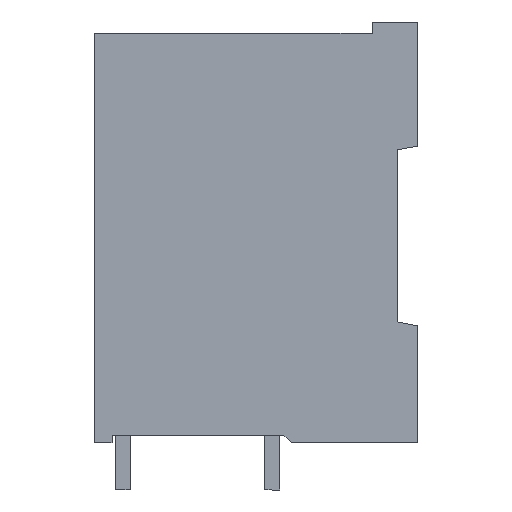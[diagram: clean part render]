
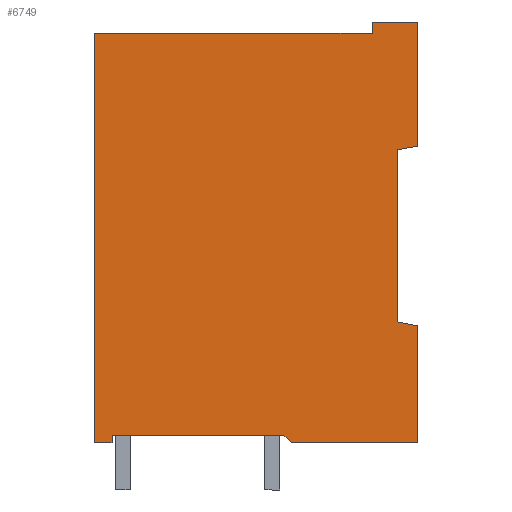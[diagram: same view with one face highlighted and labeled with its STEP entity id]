
A CAD part, left-side view. The second image highlights one B-rep face of the part: STEP entity #6749.
In plain terms, the highlighted planar face has unit normal (-1, 0, 0).
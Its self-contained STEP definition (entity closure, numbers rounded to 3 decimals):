
#6669=AXIS2_PLACEMENT_3D('Plane Axis2P3D',#6666,#6667,#6668) ;
#3065=CARTESIAN_POINT('Line Origine',(0.,0.7,23.277)) ;
#3069=CARTESIAN_POINT('Vertex',(0.,1.4,23.153)) ;
#3071=CARTESIAN_POINT('Vertex',(0.,0.,23.4)) ;
#4609=CARTESIAN_POINT('Line Origine',(0.,21.4,3.2)) ;
#4613=CARTESIAN_POINT('Vertex',(0.,22.,3.2)) ;
#4615=CARTESIAN_POINT('Vertex',(0.,20.8,3.2)) ;
#4660=CARTESIAN_POINT('Vertex',(0.,20.8,3.7)) ;
#4663=CARTESIAN_POINT('Line Origine',(0.,20.8,3.45)) ;
#4675=CARTESIAN_POINT('Line Origine',(0.,4.3,3.2)) ;
#4679=CARTESIAN_POINT('Vertex',(0.,8.6,3.2)) ;
#4681=CARTESIAN_POINT('Vertex',(0.,0.,3.2)) ;
#6666=CARTESIAN_POINT('Axis2P3D Location',(0.,22.,0.)) ;
#6671=CARTESIAN_POINT('Line Origine',(0.,11.,3.7)) ;
#6675=CARTESIAN_POINT('Vertex',(0.,9.1,3.7)) ;
#6679=CARTESIAN_POINT('Control Point',(0.,9.1,3.7)) ;
#6680=CARTESIAN_POINT('Control Point',(0.,8.6,3.2)) ;
#6682=CARTESIAN_POINT('Line Origine',(0.,0.,17.525)) ;
#6686=CARTESIAN_POINT('Vertex',(0.,0.,11.17)) ;
#6690=CARTESIAN_POINT('Control Point',(0.,0.,11.17)) ;
#6691=CARTESIAN_POINT('Control Point',(0.,1.4,11.439)) ;
#6692=CARTESIAN_POINT('Vertex',(0.,1.4,11.439)) ;
#6695=CARTESIAN_POINT('Line Origine',(0.,1.4,17.525)) ;
#6700=CARTESIAN_POINT('Line Origine',(0.,0.,17.525)) ;
#6704=CARTESIAN_POINT('Vertex',(0.,0.,31.85)) ;
#6707=CARTESIAN_POINT('Line Origine',(0.,11.,31.85)) ;
#6711=CARTESIAN_POINT('Vertex',(0.,3.1,31.85)) ;
#6714=CARTESIAN_POINT('Line Origine',(0.,3.1,17.525)) ;
#6718=CARTESIAN_POINT('Vertex',(0.,3.1,31.08)) ;
#6721=CARTESIAN_POINT('Line Origine',(0.,11.,31.08)) ;
#6725=CARTESIAN_POINT('Vertex',(0.,22.,31.08)) ;
#6728=CARTESIAN_POINT('Line Origine',(0.,22.,17.525)) ;
#3066=DIRECTION('Vector Direction',(0.,-0.985,0.174)) ;
#4610=DIRECTION('Vector Direction',(0.,-1.,0.)) ;
#4664=DIRECTION('Vector Direction',(0.,0.,-1.)) ;
#4676=DIRECTION('Vector Direction',(0.,-1.,0.)) ;
#6667=DIRECTION('Axis2P3D Direction',(-1.,0.,0.)) ;
#6668=DIRECTION('Axis2P3D XDirection',(0.,-1.,0.)) ;
#6672=DIRECTION('Vector Direction',(0.,-1.,0.)) ;
#6683=DIRECTION('Vector Direction',(0.,0.,1.)) ;
#6696=DIRECTION('Vector Direction',(0.,0.,1.)) ;
#6701=DIRECTION('Vector Direction',(0.,0.,1.)) ;
#6708=DIRECTION('Vector Direction',(0.,-1.,0.)) ;
#6715=DIRECTION('Vector Direction',(0.,0.,1.)) ;
#6722=DIRECTION('Vector Direction',(0.,-1.,0.)) ;
#6729=DIRECTION('Vector Direction',(0.,0.,1.)) ;
#3067=VECTOR('Line Direction',#3066,1.) ;
#4611=VECTOR('Line Direction',#4610,1.) ;
#4665=VECTOR('Line Direction',#4664,1.) ;
#4677=VECTOR('Line Direction',#4676,1.) ;
#6673=VECTOR('Line Direction',#6672,1.) ;
#6684=VECTOR('Line Direction',#6683,1.) ;
#6697=VECTOR('Line Direction',#6696,1.) ;
#6702=VECTOR('Line Direction',#6701,1.) ;
#6709=VECTOR('Line Direction',#6708,1.) ;
#6716=VECTOR('Line Direction',#6715,1.) ;
#6723=VECTOR('Line Direction',#6722,1.) ;
#6730=VECTOR('Line Direction',#6729,1.) ;
#6734=ORIENTED_EDGE('',*,*,#4617,.T.) ;
#6735=ORIENTED_EDGE('',*,*,#4667,.F.) ;
#6736=ORIENTED_EDGE('',*,*,#6677,.T.) ;
#6737=ORIENTED_EDGE('',*,*,#6681,.T.) ;
#6738=ORIENTED_EDGE('',*,*,#4683,.T.) ;
#6739=ORIENTED_EDGE('',*,*,#6688,.T.) ;
#6740=ORIENTED_EDGE('',*,*,#6694,.T.) ;
#6741=ORIENTED_EDGE('',*,*,#6699,.T.) ;
#6742=ORIENTED_EDGE('',*,*,#3073,.T.) ;
#6743=ORIENTED_EDGE('',*,*,#6706,.T.) ;
#6744=ORIENTED_EDGE('',*,*,#6713,.T.) ;
#6745=ORIENTED_EDGE('',*,*,#6720,.T.) ;
#6746=ORIENTED_EDGE('',*,*,#6727,.T.) ;
#6747=ORIENTED_EDGE('',*,*,#6732,.T.) ;
#6749=ADVANCED_FACE('Model',(#6748),#6670,.T.) ;
#6678=B_SPLINE_CURVE_WITH_KNOTS('',1,(#6679,#6680),.UNSPECIFIED.,.F.,.U.,(2,2),(-0.354,0.354),.UNSPECIFIED.) ;
#6689=B_SPLINE_CURVE_WITH_KNOTS('',1,(#6690,#6691),.UNSPECIFIED.,.F.,.U.,(2,2),(-0.713,0.713),.UNSPECIFIED.) ;
#3073=EDGE_CURVE('',#3070,#3072,#3068,.T.) ;
#4617=EDGE_CURVE('',#4614,#4616,#4612,.T.) ;
#4667=EDGE_CURVE('',#4661,#4616,#4666,.T.) ;
#4683=EDGE_CURVE('',#4680,#4682,#4678,.T.) ;
#6677=EDGE_CURVE('',#4661,#6676,#6674,.T.) ;
#6681=EDGE_CURVE('',#6676,#4680,#6678,.T.) ;
#6688=EDGE_CURVE('',#4682,#6687,#6685,.T.) ;
#6694=EDGE_CURVE('',#6687,#6693,#6689,.T.) ;
#6699=EDGE_CURVE('',#6693,#3070,#6698,.T.) ;
#6706=EDGE_CURVE('',#3072,#6705,#6703,.T.) ;
#6713=EDGE_CURVE('',#6705,#6712,#6710,.F.) ;
#6720=EDGE_CURVE('',#6712,#6719,#6717,.F.) ;
#6727=EDGE_CURVE('',#6719,#6726,#6724,.F.) ;
#6732=EDGE_CURVE('',#6726,#4614,#6731,.F.) ;
#6733=EDGE_LOOP('',(#6734,#6735,#6736,#6737,#6738,#6739,#6740,#6741,#6742,#6743,#6744,#6745,#6746,#6747)) ;
#6748=FACE_OUTER_BOUND('',#6733,.T.) ;
#3068=LINE('Line',#3065,#3067) ;
#4612=LINE('Line',#4609,#4611) ;
#4666=LINE('Line',#4663,#4665) ;
#4678=LINE('Line',#4675,#4677) ;
#6674=LINE('Line',#6671,#6673) ;
#6685=LINE('Line',#6682,#6684) ;
#6698=LINE('Line',#6695,#6697) ;
#6703=LINE('Line',#6700,#6702) ;
#6710=LINE('Line',#6707,#6709) ;
#6717=LINE('Line',#6714,#6716) ;
#6724=LINE('Line',#6721,#6723) ;
#6731=LINE('Line',#6728,#6730) ;
#6670=PLANE('',#6669) ;
#3070=VERTEX_POINT('',#3069) ;
#3072=VERTEX_POINT('',#3071) ;
#4614=VERTEX_POINT('',#4613) ;
#4616=VERTEX_POINT('',#4615) ;
#4661=VERTEX_POINT('',#4660) ;
#4680=VERTEX_POINT('',#4679) ;
#4682=VERTEX_POINT('',#4681) ;
#6676=VERTEX_POINT('',#6675) ;
#6687=VERTEX_POINT('',#6686) ;
#6693=VERTEX_POINT('',#6692) ;
#6705=VERTEX_POINT('',#6704) ;
#6712=VERTEX_POINT('',#6711) ;
#6719=VERTEX_POINT('',#6718) ;
#6726=VERTEX_POINT('',#6725) ;
